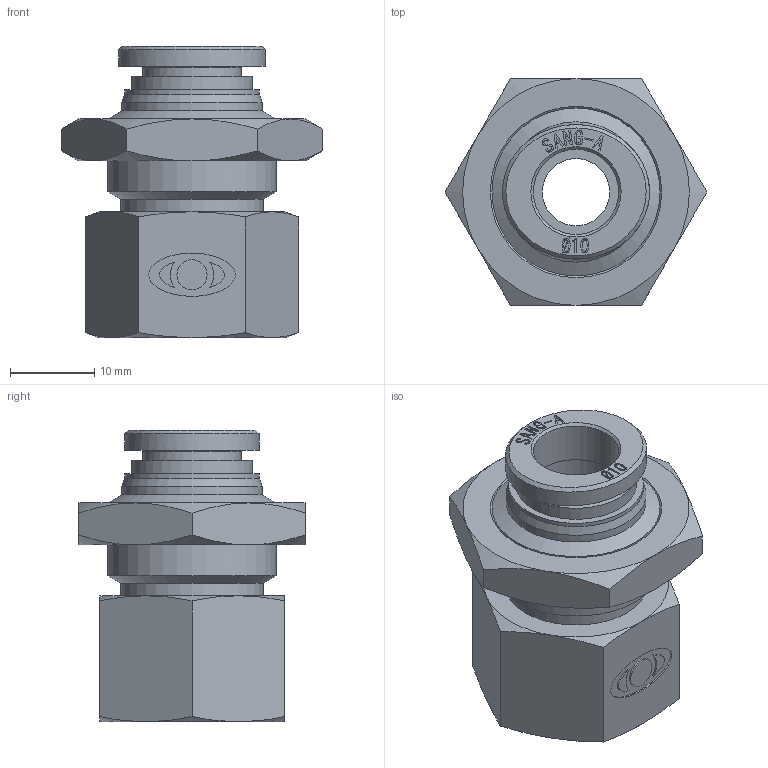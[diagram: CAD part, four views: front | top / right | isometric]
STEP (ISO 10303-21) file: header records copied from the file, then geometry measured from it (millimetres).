
FILE_DESCRIPTION((''),'2;1');
FILE_NAME('F-PMF 1003.stp','2021-02-24T17:27:12',('Administrator'),(''),'Autodesk Inventor 2013','Autodesk Inventor 2013','');
FILE_SCHEMA(('CONFIG_CONTROL_DESIGN'));
Length unit declared in the file: millimetre
Products named in the file (4): F-PMF 1003; F-SLEEVE 10(SUS); F-PMF BODY 1003; NUT 10
Assembly tree (3 placements, depth 2):
  F-PMF 1003
    F-SLEEVE 10(SUS)
    F-PMF BODY 1003
    NUT 10
Bounding box: 31.18 x 27 x 34.7 mm (x, y, z)
Volume: 9009.2 mm3; surface area: 6029.3 mm2
Topology: 3 solids, 3 shells, 321 faces, 822 edges, 537 vertices
Faces by surface type: bspline 139, plane 136, cone 33, cylinder 13
Full cylindrical faces by diameter (mm): 3.598 x1, 8 x1, 10.15 x1, 10.2 x1, 11.7 x1, 14.4 x1, 16.05 x1, 16.7 x1, 17 x1, 19.2 x1, 20 x1
Entity records: 9952 total; most frequent: CARTESIAN_POINT 3156, ORIENTED_EDGE 1598, DIRECTION 923, EDGE_CURVE 799, VERTEX_POINT 534, VECTOR 417, LINE 417, EDGE_LOOP 377
